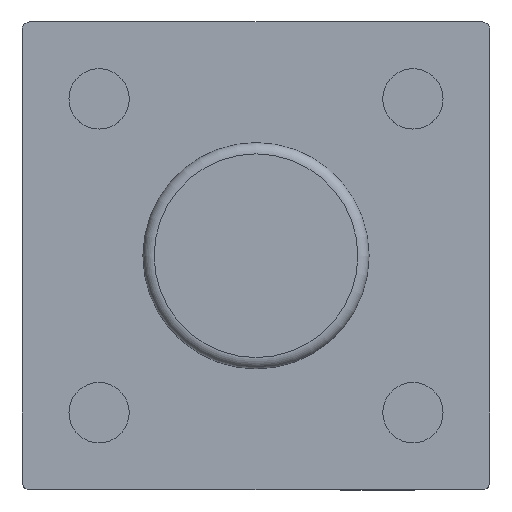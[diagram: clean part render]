
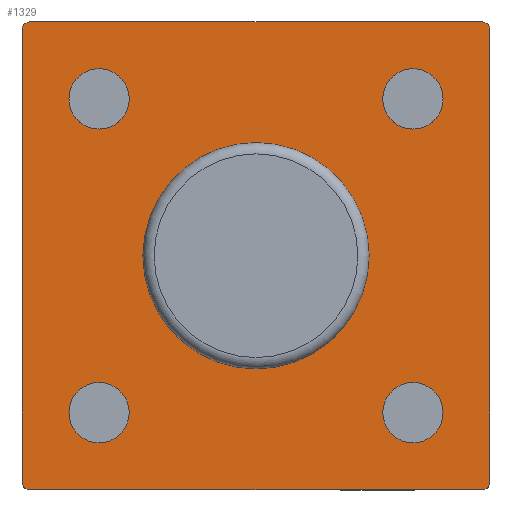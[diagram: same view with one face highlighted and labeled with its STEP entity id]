
A CAD part, top view. The second image highlights one B-rep face of the part: STEP entity #1329.
In plain terms, the highlighted planar face has unit normal (0, 0, 1).
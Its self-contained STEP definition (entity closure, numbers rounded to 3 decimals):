
#14=FACE_BOUND('',#191,.T.);
#15=FACE_BOUND('',#192,.T.);
#16=FACE_BOUND('',#193,.T.);
#17=FACE_BOUND('',#194,.T.);
#18=FACE_BOUND('',#195,.T.);
#31=CIRCLE('',#1362,0.1);
#32=CIRCLE('',#1364,0.1);
#35=CIRCLE('',#1400,0.1);
#39=CIRCLE('',#1406,1.5);
#40=CIRCLE('',#1410,0.1);
#42=CIRCLE('',#1413,0.4);
#44=CIRCLE('',#1417,0.4);
#46=CIRCLE('',#1421,0.4);
#48=CIRCLE('',#1425,0.4);
#119=FACE_OUTER_BOUND('',#190,.T.);
#190=EDGE_LOOP('',(#1165,#1166,#1167,#1168,#1169,#1170,#1171,#1172));
#191=EDGE_LOOP('',(#1173));
#192=EDGE_LOOP('',(#1174));
#193=EDGE_LOOP('',(#1175));
#194=EDGE_LOOP('',(#1176));
#195=EDGE_LOOP('',(#1177));
#256=LINE('',#1914,#417);
#303=LINE('',#2006,#464);
#344=LINE('',#2100,#505);
#356=LINE('',#2148,#517);
#417=VECTOR('',#1541,10.);
#464=VECTOR('',#1612,10.);
#505=VECTOR('',#1715,10.);
#517=VECTOR('',#1777,10.);
#559=VERTEX_POINT('',#1890);
#560=VERTEX_POINT('',#1892);
#561=VERTEX_POINT('',#1896);
#562=VERTEX_POINT('',#1898);
#568=VERTEX_POINT('',#1912);
#600=VERTEX_POINT('',#2003);
#601=VERTEX_POINT('',#2005);
#623=VERTEX_POINT('',#2095);
#624=VERTEX_POINT('',#2102);
#626=VERTEX_POINT('',#2108);
#628=VERTEX_POINT('',#2115);
#630=VERTEX_POINT('',#2122);
#632=VERTEX_POINT('',#2129);
#688=EDGE_CURVE('',#559,#560,#31,.T.);
#691=EDGE_CURVE('',#561,#562,#32,.T.);
#699=EDGE_CURVE('',#561,#568,#256,.T.);
#746=EDGE_CURVE('',#601,#600,#303,.T.);
#788=EDGE_CURVE('',#601,#568,#35,.T.);
#793=EDGE_CURVE('',#623,#623,#39,.T.);
#794=EDGE_CURVE('',#559,#562,#344,.T.);
#796=EDGE_CURVE('',#624,#600,#40,.T.);
#799=EDGE_CURVE('',#626,#626,#42,.T.);
#802=EDGE_CURVE('',#628,#628,#44,.T.);
#805=EDGE_CURVE('',#630,#630,#46,.T.);
#808=EDGE_CURVE('',#632,#632,#48,.T.);
#815=EDGE_CURVE('',#624,#560,#356,.T.);
#1165=ORIENTED_EDGE('',*,*,#788,.F.);
#1166=ORIENTED_EDGE('',*,*,#746,.T.);
#1167=ORIENTED_EDGE('',*,*,#796,.F.);
#1168=ORIENTED_EDGE('',*,*,#815,.T.);
#1169=ORIENTED_EDGE('',*,*,#688,.F.);
#1170=ORIENTED_EDGE('',*,*,#794,.T.);
#1171=ORIENTED_EDGE('',*,*,#691,.F.);
#1172=ORIENTED_EDGE('',*,*,#699,.T.);
#1173=ORIENTED_EDGE('',*,*,#799,.T.);
#1174=ORIENTED_EDGE('',*,*,#802,.T.);
#1175=ORIENTED_EDGE('',*,*,#805,.T.);
#1176=ORIENTED_EDGE('',*,*,#808,.T.);
#1177=ORIENTED_EDGE('',*,*,#793,.T.);
#1238=PLANE('',#1434);
#1329=ADVANCED_FACE('',(#119,#14,#15,#16,#17,#18),#1238,.T.);
#1362=AXIS2_PLACEMENT_3D('',#1893,#1524,#1525);
#1364=AXIS2_PLACEMENT_3D('',#1899,#1530,#1531);
#1400=AXIS2_PLACEMENT_3D('',#2087,#1696,#1697);
#1406=AXIS2_PLACEMENT_3D('',#2097,#1709,#1710);
#1410=AXIS2_PLACEMENT_3D('',#2104,#1719,#1720);
#1413=AXIS2_PLACEMENT_3D('',#2110,#1726,#1727);
#1417=AXIS2_PLACEMENT_3D('',#2117,#1735,#1736);
#1421=AXIS2_PLACEMENT_3D('',#2124,#1744,#1745);
#1425=AXIS2_PLACEMENT_3D('',#2131,#1753,#1754);
#1434=AXIS2_PLACEMENT_3D('',#2149,#1778,#1779);
#1524=DIRECTION('center_axis',(0.,0.,-1.));
#1525=DIRECTION('ref_axis',(0.707,-0.707,0.));
#1530=DIRECTION('center_axis',(0.,0.,-1.));
#1531=DIRECTION('ref_axis',(0.707,0.707,0.));
#1541=DIRECTION('',(-1.,0.,0.));
#1612=DIRECTION('',(0.,-1.,0.));
#1696=DIRECTION('center_axis',(0.,0.,-1.));
#1697=DIRECTION('ref_axis',(-0.707,0.707,0.));
#1709=DIRECTION('center_axis',(0.,0.,-1.));
#1710=DIRECTION('ref_axis',(1.,0.,0.));
#1715=DIRECTION('',(0.,1.,0.));
#1719=DIRECTION('center_axis',(0.,0.,-1.));
#1720=DIRECTION('ref_axis',(-0.707,-0.707,0.));
#1726=DIRECTION('center_axis',(0.,0.,-1.));
#1727=DIRECTION('ref_axis',(-1.,0.,0.));
#1735=DIRECTION('center_axis',(0.,0.,-1.));
#1736=DIRECTION('ref_axis',(-1.,0.,0.));
#1744=DIRECTION('center_axis',(0.,0.,-1.));
#1745=DIRECTION('ref_axis',(-1.,0.,0.));
#1753=DIRECTION('center_axis',(0.,0.,-1.));
#1754=DIRECTION('ref_axis',(-1.,0.,0.));
#1777=DIRECTION('',(1.,0.,0.));
#1778=DIRECTION('center_axis',(0.,0.,1.));
#1779=DIRECTION('ref_axis',(1.,0.,0.));
#1890=CARTESIAN_POINT('',(3.1,-3.,2.85));
#1892=CARTESIAN_POINT('',(3.,-3.1,2.85));
#1893=CARTESIAN_POINT('Origin',(3.,-3.,2.85));
#1896=CARTESIAN_POINT('',(3.,3.1,2.85));
#1898=CARTESIAN_POINT('',(3.1,3.,2.85));
#1899=CARTESIAN_POINT('Origin',(3.,3.,2.85));
#1912=CARTESIAN_POINT('',(-3.,3.1,2.85));
#1914=CARTESIAN_POINT('',(3.1,3.1,2.85));
#2003=CARTESIAN_POINT('',(-3.1,-3.,2.85));
#2005=CARTESIAN_POINT('',(-3.1,3.,2.85));
#2006=CARTESIAN_POINT('',(-3.1,3.1,2.85));
#2087=CARTESIAN_POINT('Origin',(-3.,3.,2.85));
#2095=CARTESIAN_POINT('',(-1.5,0.,2.85));
#2097=CARTESIAN_POINT('Origin',(0.,0.,2.85));
#2100=CARTESIAN_POINT('',(3.1,-3.1,2.85));
#2102=CARTESIAN_POINT('',(-3.,-3.1,2.85));
#2104=CARTESIAN_POINT('Origin',(-3.,-3.,2.85));
#2108=CARTESIAN_POINT('',(2.48,-2.08,2.85));
#2110=CARTESIAN_POINT('Origin',(2.08,-2.08,2.85));
#2115=CARTESIAN_POINT('',(-1.68,-2.08,2.85));
#2117=CARTESIAN_POINT('Origin',(-2.08,-2.08,2.85));
#2122=CARTESIAN_POINT('',(2.48,2.08,2.85));
#2124=CARTESIAN_POINT('Origin',(2.08,2.08,2.85));
#2129=CARTESIAN_POINT('',(-1.68,2.08,2.85));
#2131=CARTESIAN_POINT('Origin',(-2.08,2.08,2.85));
#2148=CARTESIAN_POINT('',(-3.1,-3.1,2.85));
#2149=CARTESIAN_POINT('Origin',(0.,0.,2.85));
